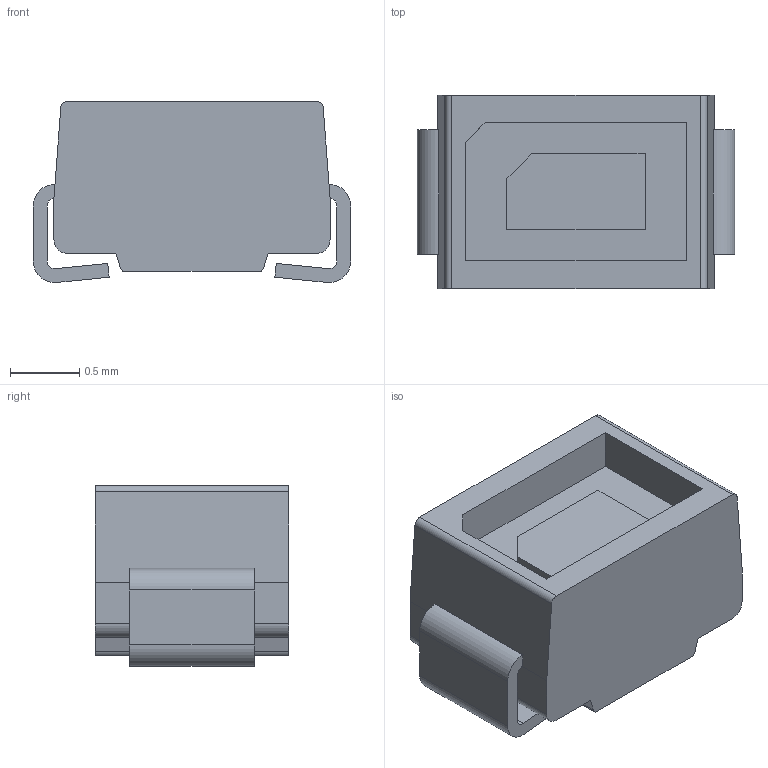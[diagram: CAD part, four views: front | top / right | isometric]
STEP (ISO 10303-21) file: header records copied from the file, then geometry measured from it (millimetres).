
FILE_DESCRIPTION (( 'STEP AP214' ), '1' );
FILE_NAME ('Download_STP_WL-SMTW-2214 (rev1).STEP', '2025-03-17T13:56:07', ( '' ), ( '' ), 'SwSTEP 2.0', 'SolidWorks 2024', '' );
FILE_SCHEMA (( 'AUTOMOTIVE_DESIGN' ));
Length unit declared in the file: millimetre
Products named in the file (6): Housing; Pins_1; Pins; Download_STP_WL-SMTW-2214 (rev1); LED
Assembly tree (5 placements, depth 3):
  Download_STP_WL-SMTW-2214 (rev1)
    Housing
    Pins
      Pins_1
      Pins
    LED
Bounding box: 2.3 x 1.4 x 1.31 mm (x, y, z)
Volume: 3 mm3; surface area: 22.9 mm2
Topology: 4 solids, 4 shells, 74 faces, 188 edges, 124 vertices
Faces by surface type: plane 56, cylinder 18
Entity records: 2396 total; most frequent: CARTESIAN_POINT 395, DIRECTION 390, ORIENTED_EDGE 376, EDGE_CURVE 188, LINE 152, VECTOR 152, VERTEX_POINT 124, AXIS2_PLACEMENT_3D 119
